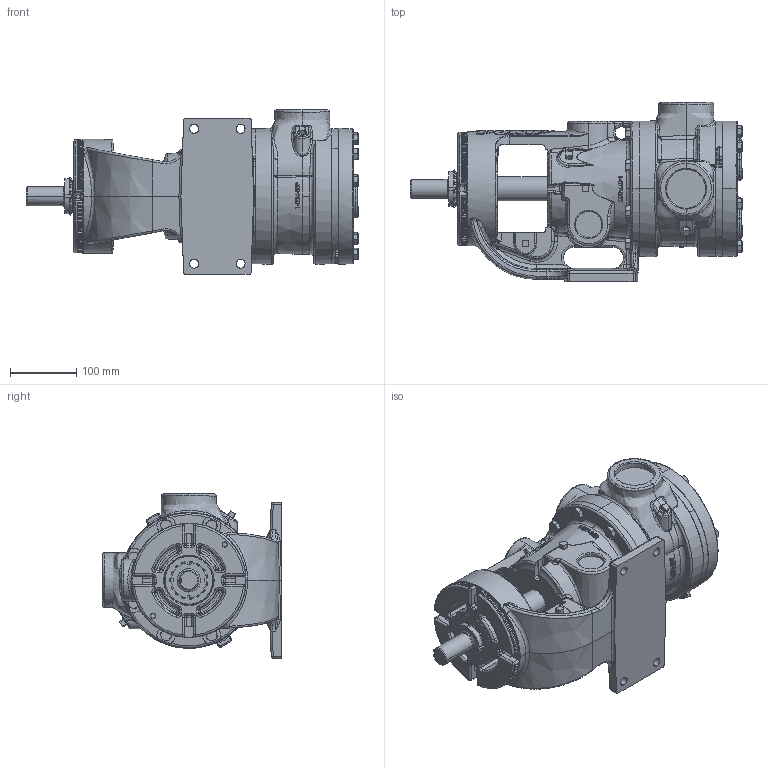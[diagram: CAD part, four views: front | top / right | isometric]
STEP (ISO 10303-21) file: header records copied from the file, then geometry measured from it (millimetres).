
FILE_DESCRIPTION (( 'STEP AP214' ), '1' );
FILE_NAME ('K224A.STEP', '2016-10-03T13:57:32', ( '' ), ( '' ), 'SwSTEP 2.0', 'SolidWorks 2015', '' );
FILE_SCHEMA (( 'AUTOMOTIVE_DESIGN' ));
Length unit declared in the file: inch
Products named in the file (2): K224A
Bounding box: 499.9 x 270.11 x 247.89 mm (x, y, z)
Volume: 9905154.1 mm3; surface area: 557597.3 mm2
Topology: 1 solids, 1 shells, 2682 faces, 6784 edges, 4116 vertices
Faces by surface type: plane 810, cone 656, bspline 644, cylinder 367, torus 142, sphere 63
Entity records: 270672 total; most frequent: CARTESIAN_POINT 178291, ORIENTED_EDGE 13432, DIRECTION 10726, EDGE_CURVE 6716, AXIS2_PLACEMENT_3D 4389, VERTEX_POINT 4115, EDGE_LOOP 2781, ADVANCED_FACE 2682
